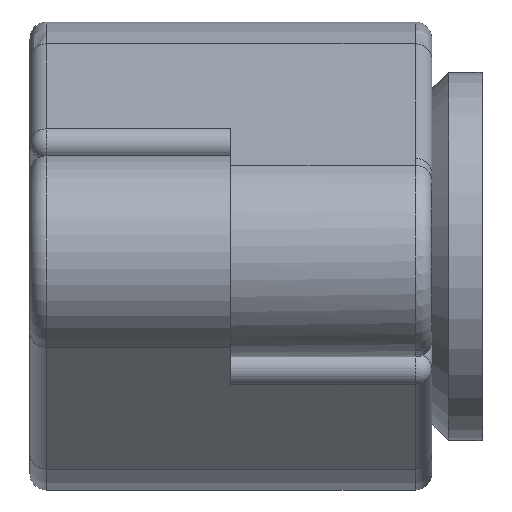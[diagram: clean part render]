
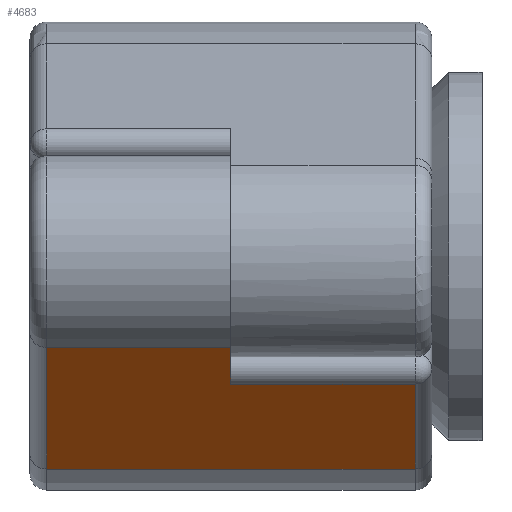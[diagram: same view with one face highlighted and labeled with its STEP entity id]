
A CAD part, left-side view. The second image highlights one B-rep face of the part: STEP entity #4683.
In plain terms, the highlighted planar face has unit normal (-0.421, 0, -0.907).
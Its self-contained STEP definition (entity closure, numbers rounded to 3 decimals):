
#42 = VECTOR ( 'NONE', #4762, 1000. ) ;
#67 = ORIENTED_EDGE ( 'NONE', *, *, #4443, .T. ) ;
#83 = ORIENTED_EDGE ( 'NONE', *, *, #6923, .T. ) ;
#179 = ORIENTED_EDGE ( 'NONE', *, *, #869, .T. ) ;
#643 = VECTOR ( 'NONE', #4245, 1000. ) ;
#757 = DIRECTION ( 'NONE',  ( -0.907, 0., 0.421 ) ) ;
#803 = VERTEX_POINT ( 'NONE', #5854 ) ;
#869 = EDGE_CURVE ( 'NONE', #3696, #5126, #5299, .T. ) ;
#1350 = VERTEX_POINT ( 'NONE', #2383 ) ;
#1534 = CARTESIAN_POINT ( 'NONE',  ( -5.895, 0., -12.699 ) ) ;
#1696 = VECTOR ( 'NONE', #3701, 1000. ) ;
#1828 = VERTEX_POINT ( 'NONE', #2833 ) ;
#1943 = PLANE ( 'NONE',  #4600 ) ;
#2119 = ORIENTED_EDGE ( 'NONE', *, *, #4849, .T. ) ;
#2327 = LINE ( 'NONE', #1534, #7079 ) ;
#2348 = FACE_OUTER_BOUND ( 'NONE', #7655, .T. ) ;
#2383 = CARTESIAN_POINT ( 'NONE',  ( -5.895, -11., -12.699 ) ) ;
#2660 = CARTESIAN_POINT ( 'NONE',  ( -21.526, 11., -5.442 ) ) ;
#2833 = CARTESIAN_POINT ( 'NONE',  ( -16.827, 0., -7.624 ) ) ;
#3028 = CARTESIAN_POINT ( 'NONE',  ( -16.827, -11., -7.624 ) ) ;
#3162 = LINE ( 'NONE', #6962, #6677 ) ;
#3696 = VERTEX_POINT ( 'NONE', #2660 ) ;
#3701 = DIRECTION ( 'NONE',  ( 0.907, 0., -0.421 ) ) ;
#4004 = DIRECTION ( 'NONE',  ( -0.907, 0., 0.421 ) ) ;
#4245 = DIRECTION ( 'NONE',  ( 0., 1., 0. ) ) ;
#4443 = EDGE_CURVE ( 'NONE', #1828, #803, #2327, .T. ) ;
#4483 = CARTESIAN_POINT ( 'NONE',  ( -5.895, 11., -12.699 ) ) ;
#4485 = EDGE_CURVE ( 'NONE', #1350, #5126, #3162, .T. ) ;
#4600 = AXIS2_PLACEMENT_3D ( 'NONE', #6542, #5743, #4941 ) ;
#4683 = ADVANCED_FACE ( 'NONE', ( #2348 ), #1943, .T. ) ;
#4695 = EDGE_CURVE ( 'NONE', #4924, #1828, #6349, .T. ) ;
#4762 = DIRECTION ( 'NONE',  ( 0., 1., 0. ) ) ;
#4808 = CARTESIAN_POINT ( 'NONE',  ( -16.827, -11., -7.624 ) ) ;
#4849 = EDGE_CURVE ( 'NONE', #1350, #4924, #5601, .T. ) ;
#4924 = VERTEX_POINT ( 'NONE', #3028 ) ;
#4941 = DIRECTION ( 'NONE',  ( -0.907, 0., 0.421 ) ) ;
#5029 = CARTESIAN_POINT ( 'NONE',  ( -21.526, -12., -5.442 ) ) ;
#5126 = VERTEX_POINT ( 'NONE', #6477 ) ;
#5299 = LINE ( 'NONE', #4483, #1696 ) ;
#5552 = ORIENTED_EDGE ( 'NONE', *, *, #4485, .F. ) ;
#5561 = CARTESIAN_POINT ( 'NONE',  ( -16.827, -12., -7.624 ) ) ;
#5601 = LINE ( 'NONE', #4808, #5905 ) ;
#5743 = DIRECTION ( 'NONE',  ( -0.421, 0., -0.907 ) ) ;
#5841 = LINE ( 'NONE', #5029, #643 ) ;
#5854 = CARTESIAN_POINT ( 'NONE',  ( -21.526, 0., -5.442 ) ) ;
#5905 = VECTOR ( 'NONE', #4004, 1000. ) ;
#6169 = DIRECTION ( 'NONE',  ( 0., 1., 0. ) ) ;
#6349 = LINE ( 'NONE', #5561, #42 ) ;
#6477 = CARTESIAN_POINT ( 'NONE',  ( -5.895, 11., -12.699 ) ) ;
#6542 = CARTESIAN_POINT ( 'NONE',  ( -5.895, -12., -12.699 ) ) ;
#6677 = VECTOR ( 'NONE', #6169, 1000. ) ;
#6923 = EDGE_CURVE ( 'NONE', #803, #3696, #5841, .T. ) ;
#6962 = CARTESIAN_POINT ( 'NONE',  ( -5.895, -12., -12.699 ) ) ;
#7079 = VECTOR ( 'NONE', #757, 1000. ) ;
#7176 = ORIENTED_EDGE ( 'NONE', *, *, #4695, .T. ) ;
#7655 = EDGE_LOOP ( 'NONE', ( #5552, #2119, #7176, #67, #83, #179 ) ) ;
